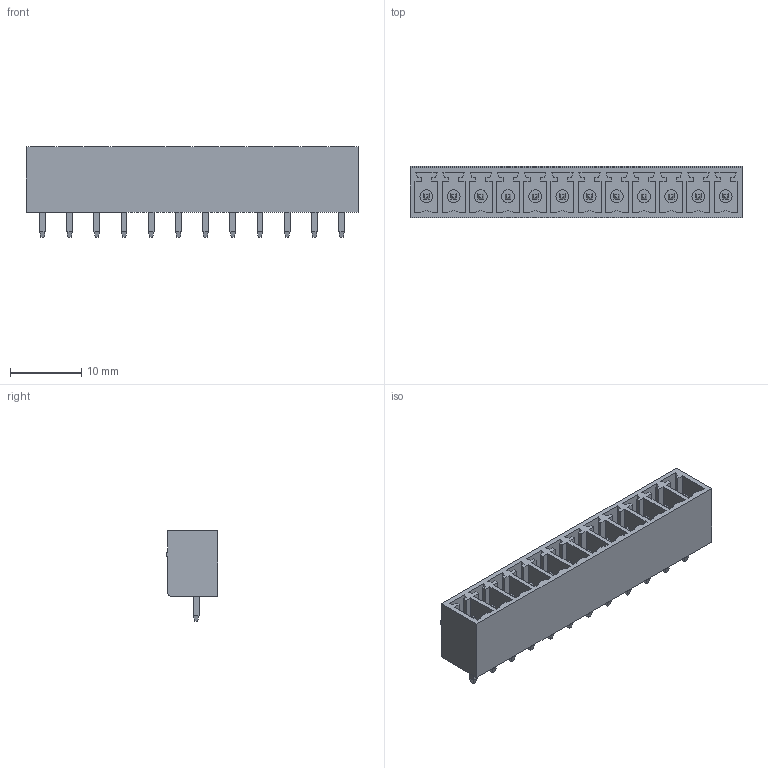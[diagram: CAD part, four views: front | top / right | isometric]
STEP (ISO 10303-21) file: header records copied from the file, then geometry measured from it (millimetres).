
FILE_DESCRIPTION(('FreeCAD Model'),'2;1');
FILE_NAME('Open CASCADE Shape Model','2024-11-18T13:52:23',(''),(''), 'Open CASCADE STEP processor 7.6','FreeCAD','Unknown');
FILE_SCHEMA(('AUTOMOTIVE_DESIGN { 1 0 10303 214 1 1 1 1 }'));
Length unit declared in the file: millimetre
Products named in the file (1): CUI_DEVICES_TBP02R2-381-12BE
Bounding box: 46.51 x 7.2 x 12.7 mm (x, y, z)
Volume: 1759.6 mm3; surface area: 3637.2 mm2
Topology: 1 solids, 1 shells, 467 faces, 1155 edges, 738 vertices
Faces by surface type: plane 405, cylinder 62
Entity records: 16807 total; most frequent: CARTESIAN_POINT 2361, ORIENTED_EDGE 2310, DIRECTION 2215, EDGE_CURVE 1155, LINE 1031, VECTOR 1031, VERTEX_POINT 738, AXIS2_PLACEMENT_3D 592
